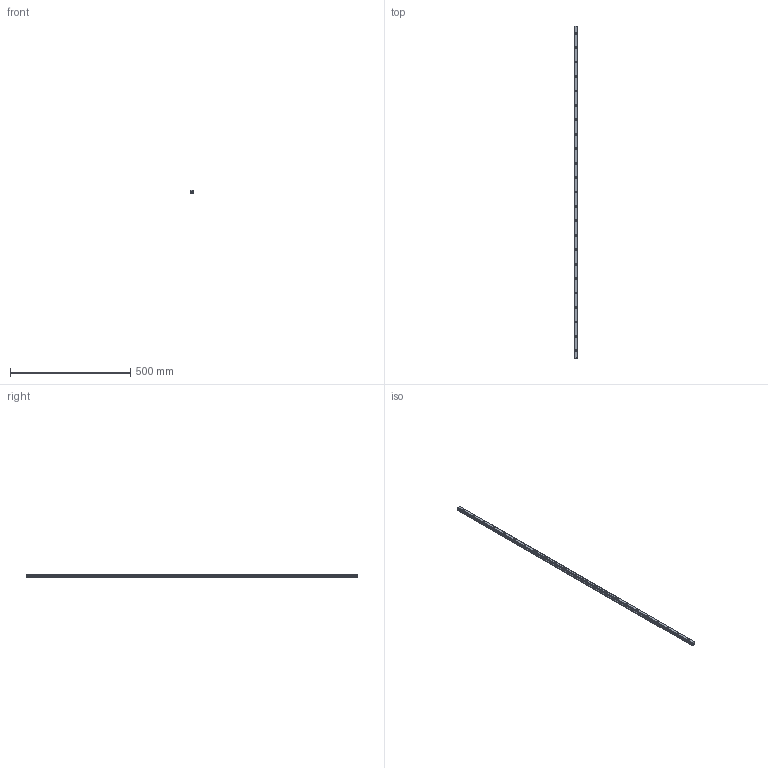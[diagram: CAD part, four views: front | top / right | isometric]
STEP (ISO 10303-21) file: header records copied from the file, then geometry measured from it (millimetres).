
FILE_DESCRIPTION(('STEP AP214'),'1');
FILE_NAME('cctmp_F2521C62-5C92-4D69-A4CC-D10574F8B387_2020_4_23_10_41_52_238..stp','2020-04-23T08:41:52',('HIWIN GmbH'),('CADClick - www.CADClick.com'),'Spatial InterOp 3D',' ','unknown authorization');
FILE_SCHEMA(('AUTOMOTIVE_DESIGN'));
Length unit declared in the file: millimetre
Products named in the file (1): HGR15R1380H_FILE
Bounding box: 15 x 1380 x 15 mm (x, y, z)
Volume: 253550.5 mm3; surface area: 92074.7 mm2
Topology: 1 solids, 1 shells, 322 faces, 741 edges, 494 vertices
Faces by surface type: cylinder 164, plane 158
Entity records: 11833 total; most frequent: DIRECTION 1715, CARTESIAN_POINT 1558, ORIENTED_EDGE 1482, EDGE_CURVE 741, AXIS2_PLACEMENT_3D 651, VERTEX_POINT 494, LINE 413, VECTOR 413
